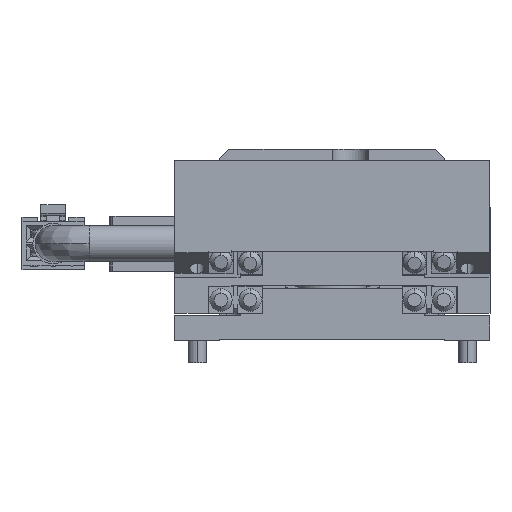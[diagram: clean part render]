
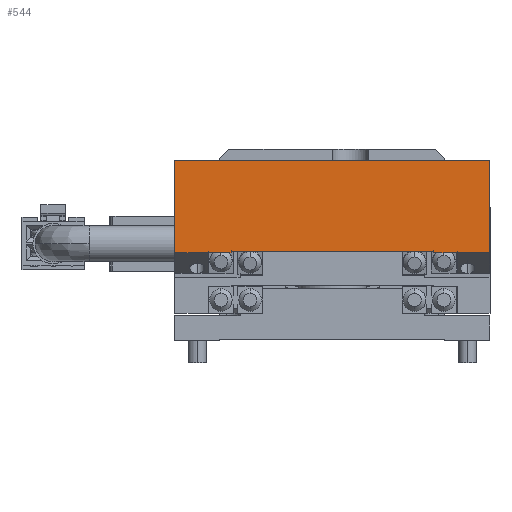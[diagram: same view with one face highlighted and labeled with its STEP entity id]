
A CAD part, left-side view. The second image highlights one B-rep face of the part: STEP entity #544.
In plain terms, the highlighted planar face has unit normal (-1, 0, 0).
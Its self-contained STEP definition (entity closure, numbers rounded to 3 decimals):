
#544=ADVANCED_FACE('',(#5419),#5418,.T.);
#5418=PLANE('',#41328);
#5419=FACE_OUTER_BOUND('',#41329,.T.);
#41325=CARTESIAN_POINT('',(-35.,-42.,17.433));
#41326=DIRECTION('',(-1.,0.,0.));
#41327=DIRECTION('',(0.,0.,1.));
#41328=AXIS2_PLACEMENT_3D('',#41325,#41326,#41327);
#41329=EDGE_LOOP('',(#64432,#64433,#64434,#64435,#64436,#64437,#64438,#64439,#64440,#64441));
#64432=ORIENTED_EDGE('',*,*,#80497,.F.);
#64433=ORIENTED_EDGE('',*,*,#80498,.T.);
#64434=ORIENTED_EDGE('',*,*,#80499,.F.);
#64435=ORIENTED_EDGE('',*,*,#80500,.T.);
#64436=ORIENTED_EDGE('',*,*,#80501,.T.);
#64437=ORIENTED_EDGE('',*,*,#80502,.F.);
#64438=ORIENTED_EDGE('',*,*,#80503,.F.);
#64439=ORIENTED_EDGE('',*,*,#80504,.T.);
#64440=ORIENTED_EDGE('',*,*,#80505,.T.);
#64441=ORIENTED_EDGE('',*,*,#80506,.T.);
#80497=EDGE_CURVE('',#91221,#91222,#91223,.T.);
#80498=EDGE_CURVE('',#91221,#91229,#91230,.T.);
#80499=EDGE_CURVE('',#91236,#91229,#91237,.T.);
#80500=EDGE_CURVE('',#91236,#91243,#91244,.T.);
#80501=EDGE_CURVE('',#91243,#91250,#91251,.T.);
#80502=EDGE_CURVE('',#91257,#91250,#91258,.T.);
#80503=EDGE_CURVE('',#91264,#91257,#91265,.T.);
#80504=EDGE_CURVE('',#91264,#91271,#91272,.T.);
#80505=EDGE_CURVE('',#91271,#91278,#91279,.T.);
#80506=EDGE_CURVE('',#91278,#91222,#91285,.T.);
#91221=VERTEX_POINT('',#143701);
#91222=VERTEX_POINT('',#143702);
#91223=LINE('',#143703,#143704);
#91229=VERTEX_POINT('',#143706);
#91230=LINE('',#143707,#143708);
#91236=VERTEX_POINT('',#143710);
#91237=LINE('',#143711,#143712);
#91243=VERTEX_POINT('',#143714);
#91244=LINE('',#143715,#143716);
#91250=VERTEX_POINT('',#143718);
#91251=LINE('',#143719,#143720);
#91257=VERTEX_POINT('',#143722);
#91258=LINE('',#143723,#143724);
#91264=VERTEX_POINT('',#143726);
#91265=LINE('',#143727,#143728);
#91271=VERTEX_POINT('',#143730);
#91272=LINE('',#143731,#143732);
#91278=VERTEX_POINT('',#143734);
#91279=LINE('',#143735,#143736);
#91285=LINE('',#143738,#143739);
#143701=CARTESIAN_POINT('',(-35.,-22.5,19.485));
#143702=CARTESIAN_POINT('',(-35.,-22.5,19.794));
#143703=CARTESIAN_POINT('',(-35.,-22.5,19.485));
#143704=VECTOR('',#143705,0.309);
#143705=DIRECTION('',(0.,0.,1.));
#143706=CARTESIAN_POINT('',(-35.,-27.8,19.485));
#143707=CARTESIAN_POINT('',(-35.,-22.5,19.485));
#143708=VECTOR('',#143709,5.3);
#143709=DIRECTION('',(0.,-1.,0.));
#143710=CARTESIAN_POINT('',(-35.,-35.,19.485));
#143711=CARTESIAN_POINT('',(-35.,-35.,19.485));
#143712=VECTOR('',#143713,7.2);
#143713=DIRECTION('',(0.,1.,0.));
#143714=CARTESIAN_POINT('',(-35.,-35.,40.));
#143715=CARTESIAN_POINT('',(-35.,-35.,19.485));
#143716=VECTOR('',#143717,20.515);
#143717=DIRECTION('',(0.,0.,1.));
#143718=CARTESIAN_POINT('',(-35.,35.,40.));
#143719=CARTESIAN_POINT('',(-35.,-35.,40.));
#143720=VECTOR('',#143721,70.);
#143721=DIRECTION('',(0.,1.,0.));
#143722=CARTESIAN_POINT('',(-35.,35.,19.485));
#143723=CARTESIAN_POINT('',(-35.,35.,19.485));
#143724=VECTOR('',#143725,20.515);
#143725=DIRECTION('',(0.,0.,1.));
#143726=CARTESIAN_POINT('',(-35.,27.5,19.485));
#143727=CARTESIAN_POINT('',(-35.,27.5,19.485));
#143728=VECTOR('',#143729,7.5);
#143729=DIRECTION('',(0.,1.,0.));
#143730=CARTESIAN_POINT('',(-35.,22.5,19.485));
#143731=CARTESIAN_POINT('',(-35.,27.5,19.485));
#143732=VECTOR('',#143733,5.);
#143733=DIRECTION('',(0.,-1.,0.));
#143734=CARTESIAN_POINT('',(-35.,22.5,19.794));
#143735=CARTESIAN_POINT('',(-35.,22.5,19.485));
#143736=VECTOR('',#143737,0.309);
#143737=DIRECTION('',(0.,0.,1.));
#143738=CARTESIAN_POINT('',(-35.,22.5,19.794));
#143739=VECTOR('',#143740,45.);
#143740=DIRECTION('',(0.,-1.,0.));
